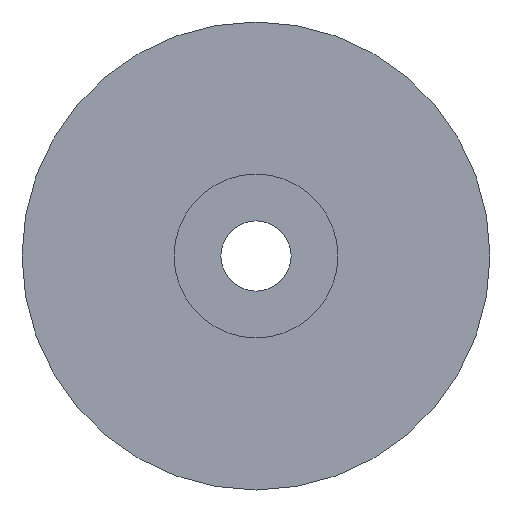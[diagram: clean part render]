
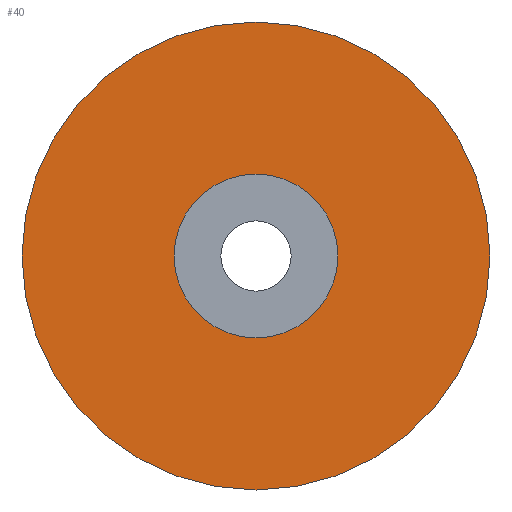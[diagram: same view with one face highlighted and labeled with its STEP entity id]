
A CAD part, left-side view. The second image highlights one B-rep face of the part: STEP entity #40.
In plain terms, the highlighted planar face has unit normal (-1, 0, 0).
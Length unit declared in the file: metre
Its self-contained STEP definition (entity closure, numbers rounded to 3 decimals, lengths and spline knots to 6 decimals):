
#40 = ADVANCED_FACE( '', ( #83, #84 ), #85, .F. );
#83 = FACE_BOUND( '', #130, .T. );
#84 = FACE_OUTER_BOUND( '', #131, .T. );
#85 = PLANE( '', #132 );
#130 = EDGE_LOOP( '', ( #177 ) );
#131 = EDGE_LOOP( '', ( #178 ) );
#132 = AXIS2_PLACEMENT_3D( '', #179, #180, #181 );
#177 = ORIENTED_EDGE( '', *, *, #228, .F. );
#178 = ORIENTED_EDGE( '', *, *, #225, .F. );
#179 = CARTESIAN_POINT( '', ( -0.076518, 0.136988, 1.640106 ) );
#180 = DIRECTION( '', ( 1., 0., 0. ) );
#181 = DIRECTION( '', ( 0., 1., 0. ) );
#225 = EDGE_CURVE( '', #249, #249, #250, .T. );
#228 = EDGE_CURVE( '', #254, #254, #255, .F. );
#249 = VERTEX_POINT( '', #279 );
#250 = CIRCLE( '', #280, 0.0635 );
#254 = VERTEX_POINT( '', #284 );
#255 = CIRCLE( '', #285, 0.022225 );
#279 = CARTESIAN_POINT( '', ( -0.076518, 2.14369, 1.571971 ) );
#280 = AXIS2_PLACEMENT_3D( '', #310, #311, #312 );
#284 = CARTESIAN_POINT( '', ( -0.076518, 2.14369, 1.613246 ) );
#285 = AXIS2_PLACEMENT_3D( '', #316, #317, #318 );
#310 = CARTESIAN_POINT( '', ( -0.076518, 2.14369, 1.635471 ) );
#311 = DIRECTION( '', ( 1., 0., 0. ) );
#312 = DIRECTION( '', ( 0., 0., -1. ) );
#316 = CARTESIAN_POINT( '', ( -0.076518, 2.14369, 1.635471 ) );
#317 = DIRECTION( '', ( 1., 0., 0. ) );
#318 = DIRECTION( '', ( 0., 0., -1. ) );
